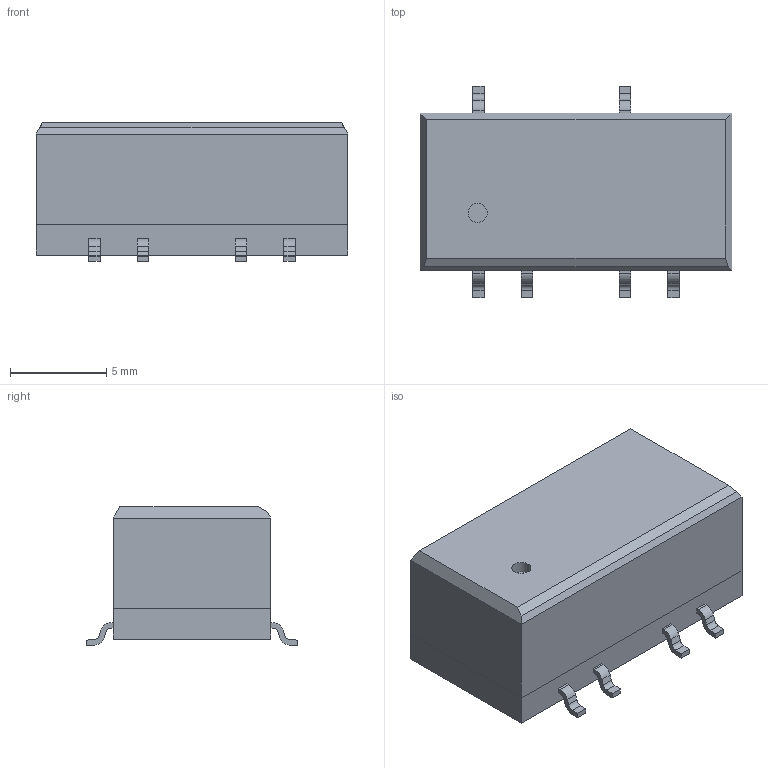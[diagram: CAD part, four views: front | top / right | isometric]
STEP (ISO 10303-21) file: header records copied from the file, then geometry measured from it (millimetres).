
FILE_DESCRIPTION (( 'STEP AP214' ), '1' );
FILE_NAME ('tes1-dual.STEP', '2016-03-29T06:19:24', ( '' ), ( '' ), 'SwSTEP 2.0', 'SolidWorks 2013', '' );
FILE_SCHEMA (( 'AUTOMOTIVE_DESIGN' ));
Length unit declared in the file: millimetre
Products named in the file (3): cover; base; tes1-dual
Assembly tree (2 placements, depth 2):
  tes1-dual
    base
    cover
Bounding box: 16.24 x 11 x 7.23 mm (x, y, z)
Volume: 633.9 mm3; surface area: 1192.6 mm2
Topology: 2 solids, 2 shells, 159 faces, 403 edges, 266 vertices
Faces by surface type: plane 131, cylinder 28
Entity records: 6592 total; most frequent: CARTESIAN_POINT 833, ORIENTED_EDGE 806, DIRECTION 787, EDGE_CURVE 403, LINE 347, VECTOR 347, VERTEX_POINT 266, AXIS2_PLACEMENT_3D 220
